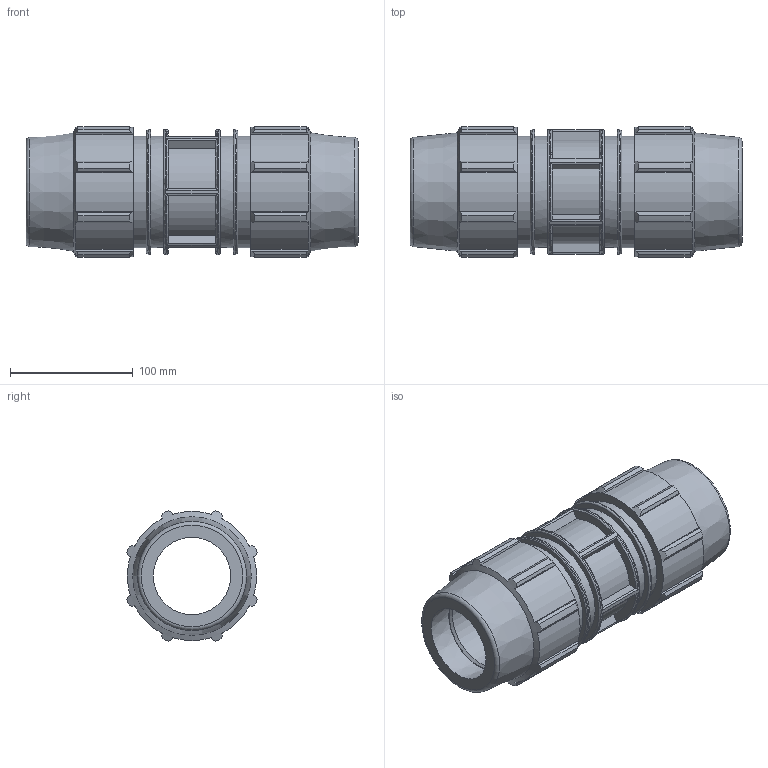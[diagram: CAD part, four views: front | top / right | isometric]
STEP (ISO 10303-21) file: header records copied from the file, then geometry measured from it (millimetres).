
FILE_DESCRIPTION(/* description */ ('PLASSON REPAIR COUPLER 63'),/* implementation_level */ '2;1');
FILE_NAME(/* name */ '076100063_186100063_0761060630A.ipt.stp',/* time_stamp */ '2017-06-06T13:34:31+03:00',/* author */ ('KIM'),/* organization */ (''),/* preprocessor_version */ 'ST-DEVELOPER v15.6',/* originating_system */ 'Autodesk Inventor 2015',/* authorisation */ '');
FILE_SCHEMA (('AUTOMOTIVE_DESIGN { 1 0 10303 214 3 1 1 }'));
Length unit declared in the file: millimetre
Products named in the file (1): 076100063_186100063_0761060630A
Bounding box: 270 x 106.32 x 106.32 mm (x, y, z)
Volume: 1144059.3 mm3; surface area: 169261.9 mm2
Topology: 1 solids, 1 shells, 202 faces, 548 edges, 363 vertices
Faces by surface type: plane 100, cylinder 56, cone 26, torus 20
Full cylindrical faces by diameter (mm): 63 x1, 90.4 x4, 101.7 x1
Entity records: 6621 total; most frequent: CARTESIAN_POINT 1583, ORIENTED_EDGE 1028, DIRECTION 958, EDGE_CURVE 514, VERTEX_POINT 354, AXIS2_PLACEMENT_3D 353, LINE 252, VECTOR 252
